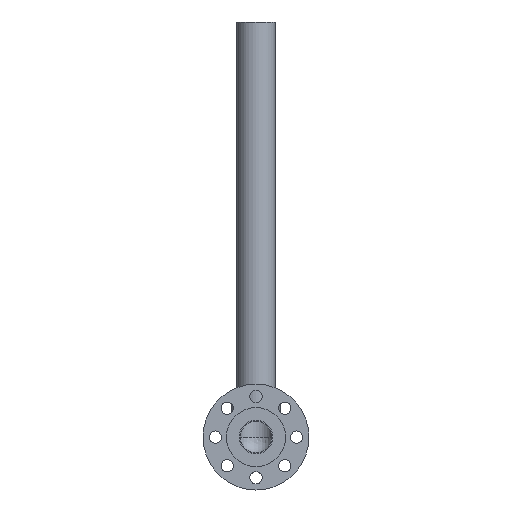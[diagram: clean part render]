
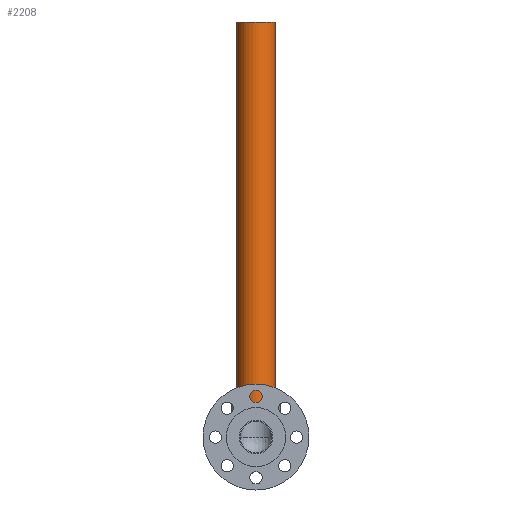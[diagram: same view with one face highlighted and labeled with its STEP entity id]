
A CAD part, left-side view. The second image highlights one B-rep face of the part: STEP entity #2208.
In plain terms, the highlighted cylindrical face has radius 30.15 mm (diameter 60.3 mm), a full revolution.
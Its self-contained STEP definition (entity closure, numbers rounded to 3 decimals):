
#2208 = ADVANCED_FACE('',(#2209),#2222,.T.);
#2209 = FACE_BOUND('',#2210,.T.);
#2210 = EDGE_LOOP('',(#2211,#2245,#2268,#2295));
#2211 = ORIENTED_EDGE('',*,*,#2212,.F.);
#2212 = EDGE_CURVE('',#2213,#2213,#2215,.T.);
#2213 = VERTEX_POINT('',#2214);
#2214 = CARTESIAN_POINT('',(30.15,0.,608.));
#2215 = SURFACE_CURVE('',#2216,(#2221,#2233),.PCURVE_S1.);
#2216 = CIRCLE('',#2217,30.15);
#2217 = AXIS2_PLACEMENT_3D('',#2218,#2219,#2220);
#2218 = CARTESIAN_POINT('',(0.,0.,608.));
#2219 = DIRECTION('',(0.,0.,1.));
#2220 = DIRECTION('',(1.,0.,-0.));
#2221 = PCURVE('',#2222,#2227);
#2222 = CYLINDRICAL_SURFACE('',#2223,30.15);
#2223 = AXIS2_PLACEMENT_3D('',#2224,#2225,#2226);
#2224 = CARTESIAN_POINT('',(0.,0.,0.));
#2225 = DIRECTION('',(0.,0.,1.));
#2226 = DIRECTION('',(1.,0.,-0.));
#2227 = DEFINITIONAL_REPRESENTATION('',(#2228),#2232);
#2228 = LINE('',#2229,#2230);
#2229 = CARTESIAN_POINT('',(0.,608.));
#2230 = VECTOR('',#2231,1.);
#2231 = DIRECTION('',(1.,0.));
#2232 = ( GEOMETRIC_REPRESENTATION_CONTEXT(2) 
PARAMETRIC_REPRESENTATION_CONTEXT() REPRESENTATION_CONTEXT('2D SPACE',''
  ) );
#2233 = PCURVE('',#2234,#2239);
#2234 = PLANE('',#2235);
#2235 = AXIS2_PLACEMENT_3D('',#2236,#2237,#2238);
#2236 = CARTESIAN_POINT('',(0.,0.,608.));
#2237 = DIRECTION('',(0.,0.,1.));
#2238 = DIRECTION('',(1.,0.,-0.));
#2239 = DEFINITIONAL_REPRESENTATION('',(#2240),#2244);
#2240 = CIRCLE('',#2241,30.15);
#2241 = AXIS2_PLACEMENT_2D('',#2242,#2243);
#2242 = CARTESIAN_POINT('',(0.,0.));
#2243 = DIRECTION('',(1.,0.));
#2244 = ( GEOMETRIC_REPRESENTATION_CONTEXT(2) 
PARAMETRIC_REPRESENTATION_CONTEXT() REPRESENTATION_CONTEXT('2D SPACE',''
  ) );
#2245 = ORIENTED_EDGE('',*,*,#2246,.F.);
#2246 = EDGE_CURVE('',#2247,#2213,#2249,.T.);
#2247 = VERTEX_POINT('',#2248);
#2248 = CARTESIAN_POINT('',(30.15,0.,0.));
#2249 = SEAM_CURVE('',#2250,(#2254,#2261),.PCURVE_S1.);
#2250 = LINE('',#2251,#2252);
#2251 = CARTESIAN_POINT('',(30.15,0.,0.));
#2252 = VECTOR('',#2253,1.);
#2253 = DIRECTION('',(0.,0.,1.));
#2254 = PCURVE('',#2222,#2255);
#2255 = DEFINITIONAL_REPRESENTATION('',(#2256),#2260);
#2256 = LINE('',#2257,#2258);
#2257 = CARTESIAN_POINT('',(6.283,-0.));
#2258 = VECTOR('',#2259,1.);
#2259 = DIRECTION('',(0.,1.));
#2260 = ( GEOMETRIC_REPRESENTATION_CONTEXT(2) 
PARAMETRIC_REPRESENTATION_CONTEXT() REPRESENTATION_CONTEXT('2D SPACE',''
  ) );
#2261 = PCURVE('',#2222,#2262);
#2262 = DEFINITIONAL_REPRESENTATION('',(#2263),#2267);
#2263 = LINE('',#2264,#2265);
#2264 = CARTESIAN_POINT('',(0.,-0.));
#2265 = VECTOR('',#2266,1.);
#2266 = DIRECTION('',(0.,1.));
#2267 = ( GEOMETRIC_REPRESENTATION_CONTEXT(2) 
PARAMETRIC_REPRESENTATION_CONTEXT() REPRESENTATION_CONTEXT('2D SPACE',''
  ) );
#2268 = ORIENTED_EDGE('',*,*,#2269,.T.);
#2269 = EDGE_CURVE('',#2247,#2247,#2270,.T.);
#2270 = SURFACE_CURVE('',#2271,(#2276,#2283),.PCURVE_S1.);
#2271 = CIRCLE('',#2272,30.15);
#2272 = AXIS2_PLACEMENT_3D('',#2273,#2274,#2275);
#2273 = CARTESIAN_POINT('',(0.,0.,0.));
#2274 = DIRECTION('',(0.,0.,1.));
#2275 = DIRECTION('',(1.,0.,-0.));
#2276 = PCURVE('',#2222,#2277);
#2277 = DEFINITIONAL_REPRESENTATION('',(#2278),#2282);
#2278 = LINE('',#2279,#2280);
#2279 = CARTESIAN_POINT('',(0.,0.));
#2280 = VECTOR('',#2281,1.);
#2281 = DIRECTION('',(1.,0.));
#2282 = ( GEOMETRIC_REPRESENTATION_CONTEXT(2) 
PARAMETRIC_REPRESENTATION_CONTEXT() REPRESENTATION_CONTEXT('2D SPACE',''
  ) );
#2283 = PCURVE('',#2284,#2289);
#2284 = PLANE('',#2285);
#2285 = AXIS2_PLACEMENT_3D('',#2286,#2287,#2288);
#2286 = CARTESIAN_POINT('',(0.,0.,0.));
#2287 = DIRECTION('',(0.,0.,1.));
#2288 = DIRECTION('',(1.,0.,-0.));
#2289 = DEFINITIONAL_REPRESENTATION('',(#2290),#2294);
#2290 = CIRCLE('',#2291,30.15);
#2291 = AXIS2_PLACEMENT_2D('',#2292,#2293);
#2292 = CARTESIAN_POINT('',(0.,0.));
#2293 = DIRECTION('',(1.,0.));
#2294 = ( GEOMETRIC_REPRESENTATION_CONTEXT(2) 
PARAMETRIC_REPRESENTATION_CONTEXT() REPRESENTATION_CONTEXT('2D SPACE',''
  ) );
#2295 = ORIENTED_EDGE('',*,*,#2246,.T.);
